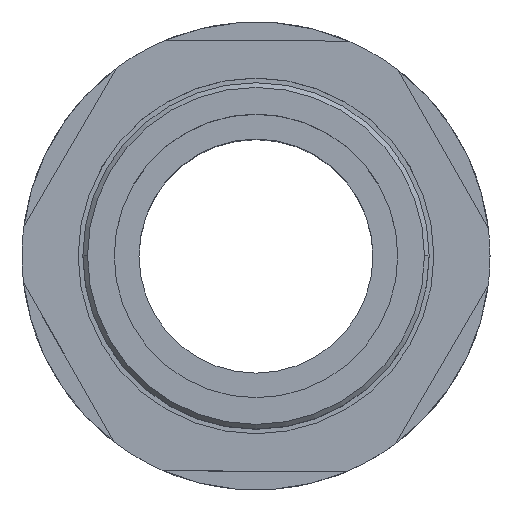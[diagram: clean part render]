
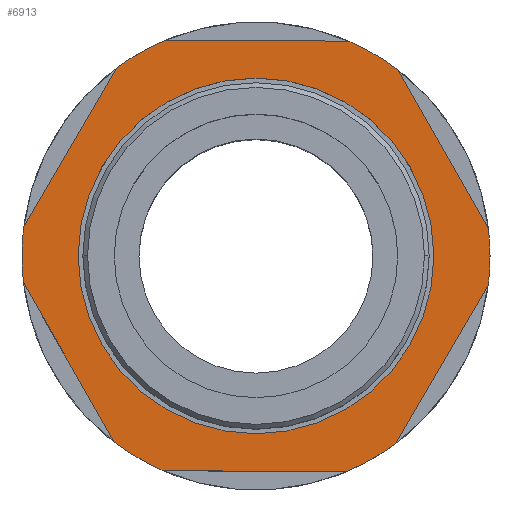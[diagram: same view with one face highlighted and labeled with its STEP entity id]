
A CAD part, top view. The second image highlights one B-rep face of the part: STEP entity #6913.
In plain terms, the highlighted planar face has unit normal (0, 0, 1).
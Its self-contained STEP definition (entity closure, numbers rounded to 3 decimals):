
#4 = DIRECTION ( 'NONE',  ( 0.505, 0.863, 0. ) ) ;
#35 = CARTESIAN_POINT ( 'NONE',  ( 19., 0., 51.7 ) ) ;
#79 = CARTESIAN_POINT ( 'NONE',  ( -13.153, 23.072, 51.7 ) ) ;
#92 = VECTOR ( 'NONE', #3187, 1000. ) ;
#276 = ORIENTED_EDGE ( 'NONE', *, *, #5066, .F. ) ;
#302 = DIRECTION ( 'NONE',  ( 1., 0., 0. ) ) ;
#360 = EDGE_CURVE ( 'NONE', #3858, #5006, #4133, .T. ) ;
#373 = VERTEX_POINT ( 'NONE', #5666 ) ;
#431 = EDGE_CURVE ( 'NONE', #6542, #4214, #1692, .T. ) ;
#494 = CIRCLE ( 'NONE', #4063, 25. ) ;
#500 = CIRCLE ( 'NONE', #1917, 19. ) ;
#507 = CARTESIAN_POINT ( 'NONE',  ( 0., 0., 51.7 ) ) ;
#570 = VECTOR ( 'NONE', #4, 1000. ) ;
#580 = EDGE_CURVE ( 'NONE', #6542, #1032, #5368, .T. ) ;
#647 = EDGE_CURVE ( 'NONE', #2509, #2858, #1408, .T. ) ;
#693 = DIRECTION ( 'NONE',  ( -0.505, -0.863, 0. ) ) ;
#696 = CARTESIAN_POINT ( 'NONE',  ( 0., 0., 51.7 ) ) ;
#704 = VERTEX_POINT ( 'NONE', #5887 ) ;
#756 = VERTEX_POINT ( 'NONE', #5338 ) ;
#770 = CARTESIAN_POINT ( 'NONE',  ( -26.558, 0.146, 51.7 ) ) ;
#813 = EDGE_CURVE ( 'NONE', #5982, #5181, #5445, .T. ) ;
#891 = ORIENTED_EDGE ( 'NONE', *, *, #3153, .T. ) ;
#962 = EDGE_CURVE ( 'NONE', #3858, #5181, #3217, .T. ) ;
#979 = EDGE_LOOP ( 'NONE', ( #6801, #7072, #2422, #5084, #5699, #4728, #1901, #5816, #3131, #891, #2205, #4951, #4507, #3642 ) ) ;
#1032 = VERTEX_POINT ( 'NONE', #7496 ) ;
#1084 = PLANE ( 'NONE',  #7270 ) ;
#1112 = DIRECTION ( 'NONE',  ( 1., 0., 0. ) ) ;
#1162 = CARTESIAN_POINT ( 'NONE',  ( 9.672, -23.053, 51.7 ) ) ;
#1299 = DIRECTION ( 'NONE',  ( 1., 0., 0. ) ) ;
#1408 = CIRCLE ( 'NONE', #4113, 25. ) ;
#1511 = EDGE_CURVE ( 'NONE', #756, #373, #6332, .T. ) ;
#1558 = CARTESIAN_POINT ( 'NONE',  ( 24.834, 2.879, 51.7 ) ) ;
#1675 = DIRECTION ( 'NONE',  ( 1., 0., 0. ) ) ;
#1676 = EDGE_LOOP ( 'NONE', ( #276, #4921 ) ) ;
#1692 = CIRCLE ( 'NONE', #5396, 25. ) ;
#1753 = CARTESIAN_POINT ( 'NONE',  ( 14.91, -20.067, 51.7 ) ) ;
#1790 = FACE_OUTER_BOUND ( 'NONE', #979, .T. ) ;
#1901 = ORIENTED_EDGE ( 'NONE', *, *, #4039, .F. ) ;
#1917 = AXIS2_PLACEMENT_3D ( 'NONE', #2823, #6838, #3419 ) ;
#1965 = AXIS2_PLACEMENT_3D ( 'NONE', #6031, #6050, #6083 ) ;
#2006 = DIRECTION ( 'NONE',  ( 0.495, -0.869, 0. ) ) ;
#2072 = CARTESIAN_POINT ( 'NONE',  ( 0., 0., 51.7 ) ) ;
#2105 = CARTESIAN_POINT ( 'NONE',  ( 25., 0., 51.7 ) ) ;
#2130 = DIRECTION ( 'NONE',  ( -0.495, 0.869, 0. ) ) ;
#2205 = ORIENTED_EDGE ( 'NONE', *, *, #431, .F. ) ;
#2333 = VERTEX_POINT ( 'NONE', #35 ) ;
#2337 = CIRCLE ( 'NONE', #7445, 19. ) ;
#2392 = CARTESIAN_POINT ( 'NONE',  ( -9.672, 23.053, 51.7 ) ) ;
#2422 = ORIENTED_EDGE ( 'NONE', *, *, #2862, .T. ) ;
#2509 = VERTEX_POINT ( 'NONE', #6745 ) ;
#2634 = DIRECTION ( 'NONE',  ( 1., 0., 0. ) ) ;
#2667 = CARTESIAN_POINT ( 'NONE',  ( 0., 0., 51.7 ) ) ;
#2773 = VECTOR ( 'NONE', #693, 1000. ) ;
#2780 = LINE ( 'NONE', #6333, #5815 ) ;
#2823 = CARTESIAN_POINT ( 'NONE',  ( 0., 0., 51.7 ) ) ;
#2831 = CARTESIAN_POINT ( 'NONE',  ( -9.924, -22.946, 51.7 ) ) ;
#2858 = VERTEX_POINT ( 'NONE', #5483 ) ;
#2862 = EDGE_CURVE ( 'NONE', #5982, #5182, #3598, .T. ) ;
#2906 = DIRECTION ( 'NONE',  ( 1., -0.005, 0. ) ) ;
#3071 = CARTESIAN_POINT ( 'NONE',  ( 0., 0., 51.7 ) ) ;
#3112 = CARTESIAN_POINT ( 'NONE',  ( 0., 0., 51.7 ) ) ;
#3131 = ORIENTED_EDGE ( 'NONE', *, *, #3939, .F. ) ;
#3153 = EDGE_CURVE ( 'NONE', #4121, #4214, #2780, .T. ) ;
#3172 = AXIS2_PLACEMENT_3D ( 'NONE', #3071, #7090, #3670 ) ;
#3187 = DIRECTION ( 'NONE',  ( -1., 0.005, 0. ) ) ;
#3217 = LINE ( 'NONE', #4987, #6066 ) ;
#3238 = CARTESIAN_POINT ( 'NONE',  ( 0., 0., 51.7 ) ) ;
#3246 = DIRECTION ( 'NONE',  ( 1., 0., 0. ) ) ;
#3419 = DIRECTION ( 'NONE',  ( 1., 0., 0. ) ) ;
#3453 = EDGE_CURVE ( 'NONE', #704, #2333, #2337, .T. ) ;
#3598 = LINE ( 'NONE', #4922, #92 ) ;
#3626 = CIRCLE ( 'NONE', #5964, 25. ) ;
#3642 = ORIENTED_EDGE ( 'NONE', *, *, #360, .F. ) ;
#3648 = AXIS2_PLACEMENT_3D ( 'NONE', #2667, #6677, #3246 ) ;
#3670 = DIRECTION ( 'NONE',  ( 1., 0., 0. ) ) ;
#3719 = DIRECTION ( 'NONE',  ( 1., 0., 0. ) ) ;
#3741 = AXIS2_PLACEMENT_3D ( 'NONE', #3112, #7127, #3719 ) ;
#3818 = DIRECTION ( 'NONE',  ( 0., 0., -1. ) ) ;
#3824 = DIRECTION ( 'NONE',  ( 1., 0., 0. ) ) ;
#3858 = VERTEX_POINT ( 'NONE', #1558 ) ;
#3939 = EDGE_CURVE ( 'NONE', #4121, #373, #4281, .T. ) ;
#4039 = EDGE_CURVE ( 'NONE', #756, #2509, #4723, .T. ) ;
#4063 = AXIS2_PLACEMENT_3D ( 'NONE', #2072, #6040, #2634 ) ;
#4113 = AXIS2_PLACEMENT_3D ( 'NONE', #696, #4746, #1299 ) ;
#4121 = VERTEX_POINT ( 'NONE', #2831 ) ;
#4133 = CIRCLE ( 'NONE', #1965, 25. ) ;
#4214 = VERTEX_POINT ( 'NONE', #1162 ) ;
#4281 = CIRCLE ( 'NONE', #3172, 25. ) ;
#4507 = ORIENTED_EDGE ( 'NONE', *, *, #5402, .F. ) ;
#4569 = DIRECTION ( 'NONE',  ( 0., 0., -1. ) ) ;
#4618 = CARTESIAN_POINT ( 'NONE',  ( 9.924, 22.946, 51.7 ) ) ;
#4723 = CIRCLE ( 'NONE', #3648, 25. ) ;
#4728 = ORIENTED_EDGE ( 'NONE', *, *, #647, .F. ) ;
#4746 = DIRECTION ( 'NONE',  ( 0., 0., -1. ) ) ;
#4818 = VECTOR ( 'NONE', #2006, 1000. ) ;
#4894 = VERTEX_POINT ( 'NONE', #5959 ) ;
#4921 = ORIENTED_EDGE ( 'NONE', *, *, #3453, .F. ) ;
#4922 = CARTESIAN_POINT ( 'NONE',  ( 13.405, 22.927, 51.7 ) ) ;
#4951 = ORIENTED_EDGE ( 'NONE', *, *, #580, .T. ) ;
#4987 = CARTESIAN_POINT ( 'NONE',  ( 26.558, -0.146, 51.7 ) ) ;
#5006 = VERTEX_POINT ( 'NONE', #2105 ) ;
#5066 = EDGE_CURVE ( 'NONE', #2333, #704, #500, .T. ) ;
#5084 = ORIENTED_EDGE ( 'NONE', *, *, #5466, .F. ) ;
#5113 = DIRECTION ( 'NONE',  ( 0., 0., 1. ) ) ;
#5181 = VERTEX_POINT ( 'NONE', #5795 ) ;
#5182 = VERTEX_POINT ( 'NONE', #2392 ) ;
#5338 = CARTESIAN_POINT ( 'NONE',  ( -24.834, -2.879, 51.7 ) ) ;
#5368 = LINE ( 'NONE', #7481, #570 ) ;
#5396 = AXIS2_PLACEMENT_3D ( 'NONE', #507, #4569, #1112 ) ;
#5402 = EDGE_CURVE ( 'NONE', #5006, #1032, #494, .T. ) ;
#5445 = CIRCLE ( 'NONE', #3741, 25. ) ;
#5466 = EDGE_CURVE ( 'NONE', #4894, #5182, #3626, .T. ) ;
#5483 = CARTESIAN_POINT ( 'NONE',  ( -24.801, 3.151, 51.7 ) ) ;
#5666 = CARTESIAN_POINT ( 'NONE',  ( -15.129, -19.903, 51.7 ) ) ;
#5699 = ORIENTED_EDGE ( 'NONE', *, *, #7096, .T. ) ;
#5795 = CARTESIAN_POINT ( 'NONE',  ( 15.129, 19.903, 51.7 ) ) ;
#5815 = VECTOR ( 'NONE', #2906, 1000. ) ;
#5816 = ORIENTED_EDGE ( 'NONE', *, *, #1511, .T. ) ;
#5887 = CARTESIAN_POINT ( 'NONE',  ( -19., 0., 51.7 ) ) ;
#5959 = CARTESIAN_POINT ( 'NONE',  ( -14.91, 20.067, 51.7 ) ) ;
#5964 = AXIS2_PLACEMENT_3D ( 'NONE', #7237, #3818, #302 ) ;
#5982 = VERTEX_POINT ( 'NONE', #4618 ) ;
#5985 = FACE_BOUND ( 'NONE', #1676, .T. ) ;
#6031 = CARTESIAN_POINT ( 'NONE',  ( 0., 0., 51.7 ) ) ;
#6040 = DIRECTION ( 'NONE',  ( 0., 0., -1. ) ) ;
#6050 = DIRECTION ( 'NONE',  ( 0., 0., -1. ) ) ;
#6066 = VECTOR ( 'NONE', #2130, 1000. ) ;
#6083 = DIRECTION ( 'NONE',  ( 1., 0., 0. ) ) ;
#6332 = LINE ( 'NONE', #770, #4818 ) ;
#6333 = CARTESIAN_POINT ( 'NONE',  ( -13.405, -22.927, 51.7 ) ) ;
#6542 = VERTEX_POINT ( 'NONE', #1753 ) ;
#6677 = DIRECTION ( 'NONE',  ( 0., 0., -1. ) ) ;
#6745 = CARTESIAN_POINT ( 'NONE',  ( -25., 0., 51.7 ) ) ;
#6795 = CARTESIAN_POINT ( 'NONE',  ( 0., 0., 51.7 ) ) ;
#6801 = ORIENTED_EDGE ( 'NONE', *, *, #962, .T. ) ;
#6838 = DIRECTION ( 'NONE',  ( 0., 0., 1. ) ) ;
#6913 = ADVANCED_FACE ( 'NONE', ( #5985, #1790 ), #1084, .T. ) ;
#7072 = ORIENTED_EDGE ( 'NONE', *, *, #813, .F. ) ;
#7090 = DIRECTION ( 'NONE',  ( 0., 0., -1. ) ) ;
#7096 = EDGE_CURVE ( 'NONE', #4894, #2858, #7527, .T. ) ;
#7127 = DIRECTION ( 'NONE',  ( 0., 0., -1. ) ) ;
#7237 = CARTESIAN_POINT ( 'NONE',  ( 0., 0., 51.7 ) ) ;
#7244 = DIRECTION ( 'NONE',  ( 0., 0., 1. ) ) ;
#7270 = AXIS2_PLACEMENT_3D ( 'NONE', #6795, #5113, #1675 ) ;
#7445 = AXIS2_PLACEMENT_3D ( 'NONE', #3238, #7244, #3824 ) ;
#7481 = CARTESIAN_POINT ( 'NONE',  ( 13.153, -23.072, 51.7 ) ) ;
#7496 = CARTESIAN_POINT ( 'NONE',  ( 24.801, -3.151, 51.7 ) ) ;
#7527 = LINE ( 'NONE', #79, #2773 ) ;
